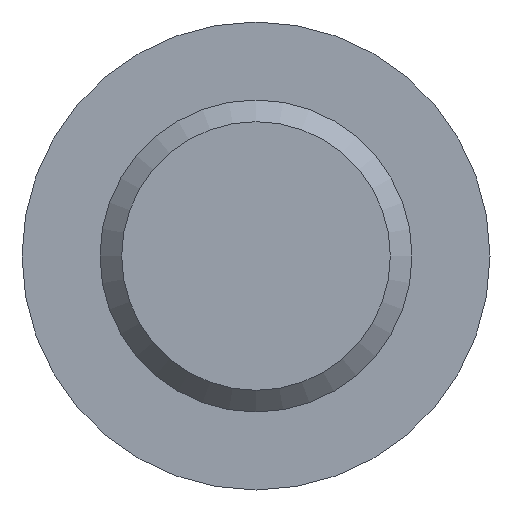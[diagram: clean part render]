
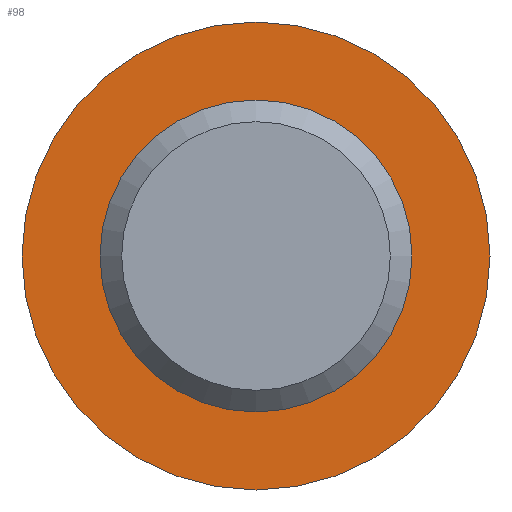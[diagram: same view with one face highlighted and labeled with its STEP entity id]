
A CAD part, front view. The second image highlights one B-rep face of the part: STEP entity #98.
In plain terms, the highlighted planar face has unit normal (0, -1, 0).
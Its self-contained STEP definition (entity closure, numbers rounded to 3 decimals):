
#22 = VERTEX_POINT ( 'NONE', #60 ) ;
#51 = PLANE ( 'NONE',  #151 ) ;
#60 = CARTESIAN_POINT ( 'NONE',  ( 0., 50., -13.5 ) ) ;
#69 = CARTESIAN_POINT ( 'NONE',  ( 0., 50., 0. ) ) ;
#98 = ADVANCED_FACE ( 'NONE', ( #473, #226 ), #51, .F. ) ;
#104 = VERTEX_POINT ( 'NONE', #243 ) ;
#123 = ORIENTED_EDGE ( 'NONE', *, *, #190, .T. ) ;
#131 = CARTESIAN_POINT ( 'NONE',  ( 0., 50., 0. ) ) ;
#151 = AXIS2_PLACEMENT_3D ( 'NONE', #389, #311, #527 ) ;
#159 = CIRCLE ( 'NONE', #507, 9. ) ;
#190 = EDGE_CURVE ( 'NONE', #22, #22, #355, .T. ) ;
#210 = ORIENTED_EDGE ( 'NONE', *, *, #345, .F. ) ;
#226 = FACE_OUTER_BOUND ( 'NONE', #407, .T. ) ;
#238 = DIRECTION ( 'NONE',  ( 0., -1., 0. ) ) ;
#243 = CARTESIAN_POINT ( 'NONE',  ( 0., 50., -9. ) ) ;
#245 = AXIS2_PLACEMENT_3D ( 'NONE', #69, #238, #401 ) ;
#253 = EDGE_LOOP ( 'NONE', ( #210 ) ) ;
#311 = DIRECTION ( 'NONE',  ( 0., 1., 0. ) ) ;
#345 = EDGE_CURVE ( 'NONE', #104, #104, #159, .T. ) ;
#351 = DIRECTION ( 'NONE',  ( 0., -1., 0. ) ) ;
#355 = CIRCLE ( 'NONE', #245, 13.5 ) ;
#389 = CARTESIAN_POINT ( 'NONE',  ( -9., 50., 0. ) ) ;
#401 = DIRECTION ( 'NONE',  ( 0., 0., -1. ) ) ;
#407 = EDGE_LOOP ( 'NONE', ( #123 ) ) ;
#473 = FACE_BOUND ( 'NONE', #253, .T. ) ;
#507 = AXIS2_PLACEMENT_3D ( 'NONE', #131, #351, #512 ) ;
#512 = DIRECTION ( 'NONE',  ( 0., 0., -1. ) ) ;
#527 = DIRECTION ( 'NONE',  ( 0., 0., 1. ) ) ;
